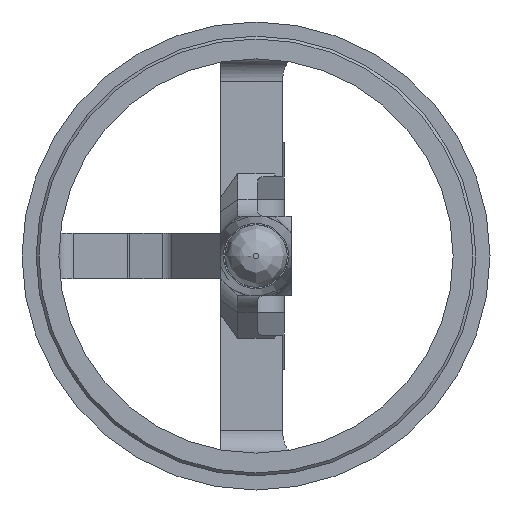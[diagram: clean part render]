
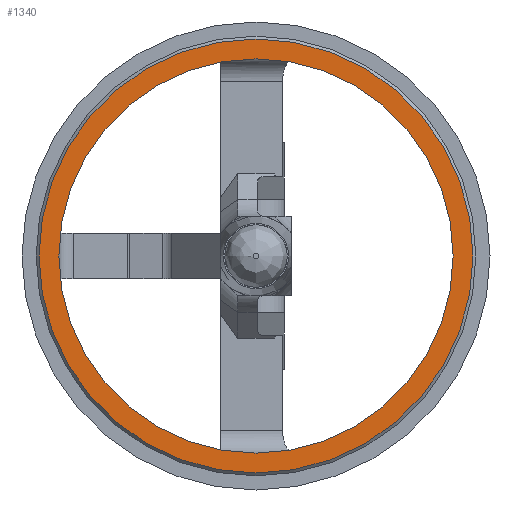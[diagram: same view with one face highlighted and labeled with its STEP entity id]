
A CAD part, left-side view. The second image highlights one B-rep face of the part: STEP entity #1340.
In plain terms, the highlighted planar face has unit normal (-1, 0, 0).
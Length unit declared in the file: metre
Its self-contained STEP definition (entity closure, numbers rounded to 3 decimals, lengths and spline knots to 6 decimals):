
#694 = EDGE_CURVE( '', #1656, #1656, #1657, .T. );
#1288 = EDGE_CURVE( '', #2526, #2526, #2527, .T. );
#1340 = ADVANCED_FACE( '', ( #2594, #2595 ), #2596, .T. );
#1656 = VERTEX_POINT( '', #2958 );
#1657 = CIRCLE( '', #2959, 0.0695 );
#2526 = VERTEX_POINT( '', #4447 );
#2527 = CIRCLE( '', #4448, 0.0765 );
#2594 = FACE_OUTER_BOUND( '', #4574, .T. );
#2595 = FACE_BOUND( '', #4575, .T. );
#2596 = PLANE( '', #4576 );
#2958 = CARTESIAN_POINT( '', ( 0.977781, 0.0695, 0. ) );
#2959 = AXIS2_PLACEMENT_3D( '', #5030, #5031, #5032 );
#4447 = CARTESIAN_POINT( '', ( 0.977781, 0.0765, 0. ) );
#4448 = AXIS2_PLACEMENT_3D( '', #6118, #6119, #6120 );
#4574 = EDGE_LOOP( '', ( #6210 ) );
#4575 = EDGE_LOOP( '', ( #6211 ) );
#4576 = AXIS2_PLACEMENT_3D( '', #6212, #6213, #6214 );
#5030 = CARTESIAN_POINT( '', ( 0.977781, 0., 0. ) );
#5031 = DIRECTION( '', ( -1., 0., 0. ) );
#5032 = DIRECTION( '', ( 0., 1., 0. ) );
#6118 = CARTESIAN_POINT( '', ( 0.977781, 0., 0. ) );
#6119 = DIRECTION( '', ( -1., 0., 0. ) );
#6120 = DIRECTION( '', ( 0., 1., 0. ) );
#6210 = ORIENTED_EDGE( '', *, *, #1288, .T. );
#6211 = ORIENTED_EDGE( '', *, *, #694, .F. );
#6212 = CARTESIAN_POINT( '', ( 0.977781, 0., 0. ) );
#6213 = DIRECTION( '', ( -1., 0., 0. ) );
#6214 = DIRECTION( '', ( 0., 1., 0. ) );
